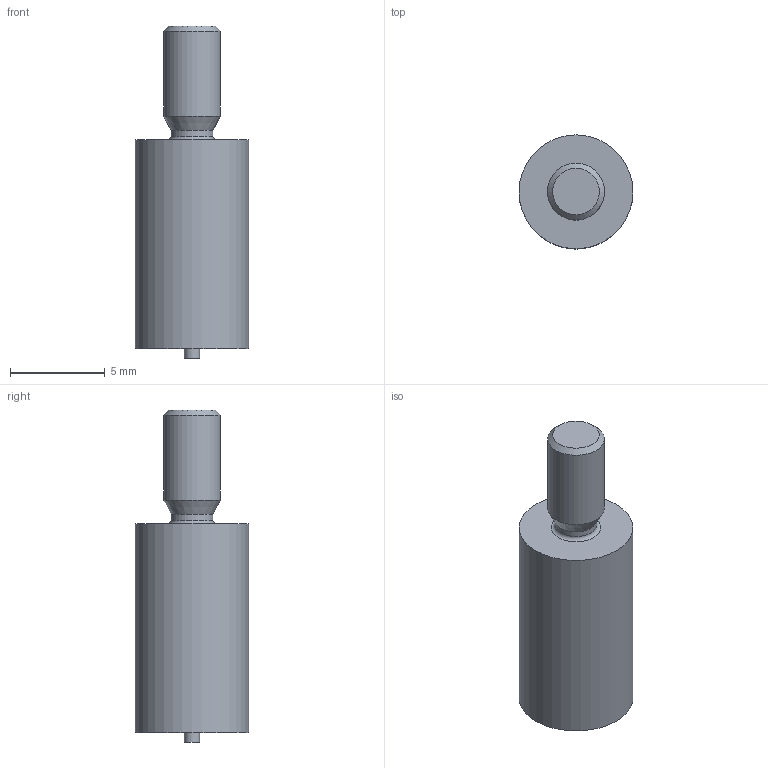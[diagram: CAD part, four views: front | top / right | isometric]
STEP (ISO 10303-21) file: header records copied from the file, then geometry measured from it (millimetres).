
FILE_DESCRIPTION(/* description */ ('model of Mounting_Wuerth_WA-SMSE-ExternalM3_H11mm_9771110360'),/* implementation_level */ '2;1');
FILE_NAME(/* name */ 'Mounting_Wuerth_WA-SMSE-ExternalM3_H11mm_9771110360.step',/* time_stamp */ '1970-01-01T00:00:00',/* author */ ('KiCAD','kicad'),/* organization */ ('OCCT'),/* preprocessor_version */ '',/* originating_system */ 'KiCAD',/* authorisation */ '');
FILE_SCHEMA(('AUTOMOTIVE_DESIGN { 1 0 10303 214 1 1 1 1 }'));
Length unit declared in the file: millimetre
Products named in the file (1): Mounting_Wuerth_WA-SMSE-ExternalM3_H11mm_9771110360
Bounding box: 6 x 6 x 17.5 mm (x, y, z)
Volume: 350.5 mm3; surface area: 321.4 mm2
Topology: 1 solids, 1 shells, 11 faces, 17 edges, 10 vertices
Faces by surface type: plane 4, cylinder 4, cone 2, torus 1
Full cylindrical faces by diameter (mm): 0.8 x1, 2.2 x1, 3 x1, 6 x1
Entity records: 222 total; most frequent: ORIENTED_EDGE 30, CARTESIAN_POINT 28, AXIS2_PLACEMENT_3D 22, EDGE_CURVE 17, FACE_BOUND 13, EDGE_LOOP 13, DIRECTION 11, ADVANCED_FACE 11
